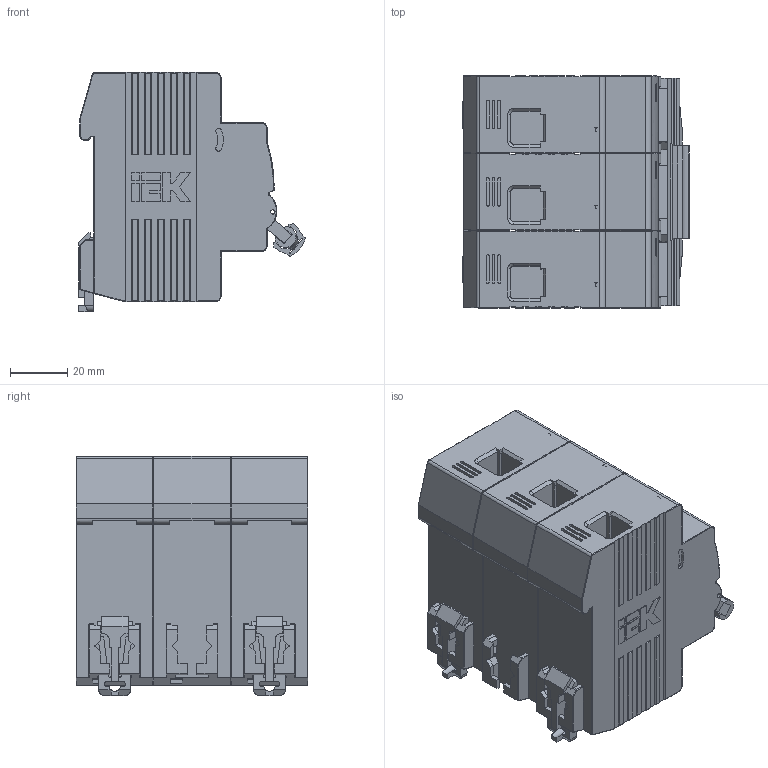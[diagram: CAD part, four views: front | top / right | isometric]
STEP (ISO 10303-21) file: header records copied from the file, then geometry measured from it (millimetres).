
FILE_DESCRIPTION (( 'STEP AP214' ), '1' );
FILE_NAME ('MVA40-3-006-C.STEP', '2025-02-06T10:27:30', ( '' ), ( '' ), 'SwSTEP 2.0', 'SolidWorks 2022', '' );
FILE_SCHEMA (( 'AUTOMOTIVE_DESIGN' ));
Length unit declared in the file: millimetre
Products named in the file (1): MVA40-3-006-C
Bounding box: 79.13 x 81 x 83.5 mm (x, y, z)
Volume: 349206.2 mm3; surface area: 66438.4 mm2
Topology: 5 solids, 35 shells, 2026 faces, 5317 edges, 3394 vertices
Faces by surface type: plane 1227, cylinder 564, bspline 87, torus 54, cone 48, sphere 46
Entity records: 65021 total; most frequent: CARTESIAN_POINT 15807, ORIENTED_EDGE 10524, DIRECTION 9819, EDGE_CURVE 5262, LINE 3767, VECTOR 3767, VERTEX_POINT 3394, AXIS2_PLACEMENT_3D 3026
